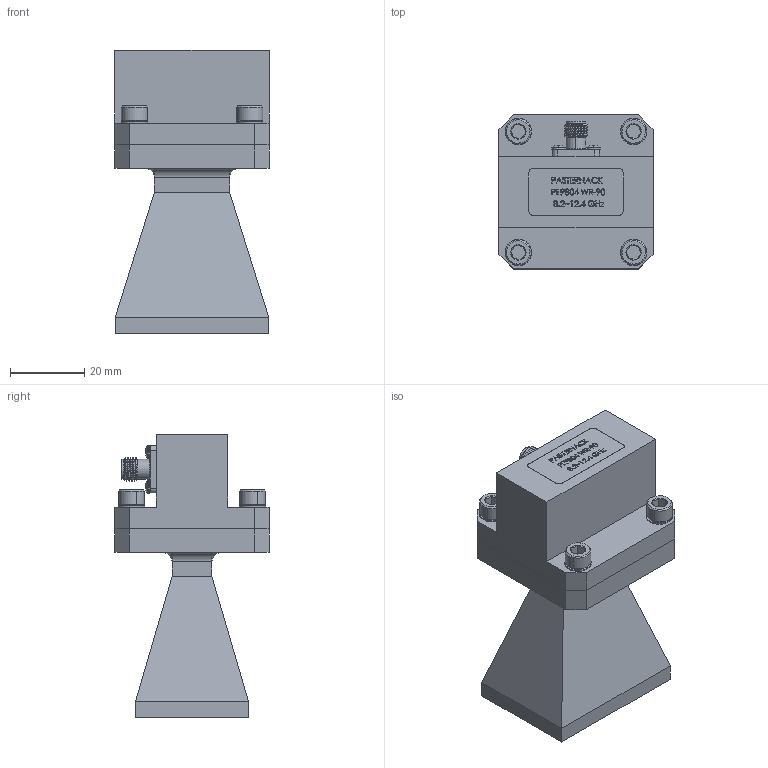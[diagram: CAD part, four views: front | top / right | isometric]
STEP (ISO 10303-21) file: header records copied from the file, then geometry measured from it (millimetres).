
FILE_DESCRIPTION (( 'STEP AP214' ), '1' );
FILE_NAME ('PE9856-SF-10.STEP', '2018-02-14T18:26:52', ( '' ), ( '' ), 'SwSTEP 2.0', 'SolidWorks 2017', '' );
FILE_SCHEMA (( 'AUTOMOTIVE_DESIGN' ));
Length unit declared in the file: inch
Products named in the file (4): PE9856-SF-10; PE9804; Copy of Hex Screw^PE9856-SF-10; PE9856-10
Assembly tree (6 placements, depth 2):
  PE9856-SF-10
    PE9856-10
    PE9804
    Copy of Hex Screw^PE9856-SF-10  x4
Bounding box: 41.4 x 41.4 x 76.25 mm (x, y, z)
Volume: 33224.5 mm3; surface area: 24376.2 mm2
Topology: 11 solids, 11 shells, 834 faces, 2456 edges, 1715 vertices
Faces by surface type: cylinder 435, plane 244, cone 102, bspline 47, torus 6
Entity records: 28879 total; most frequent: CARTESIAN_POINT 12687, ORIENTED_EDGE 3566, DIRECTION 2452, EDGE_CURVE 1783, VERTEX_POINT 1286, AXIS2_PLACEMENT_3D 843, LINE 766, VECTOR 766
